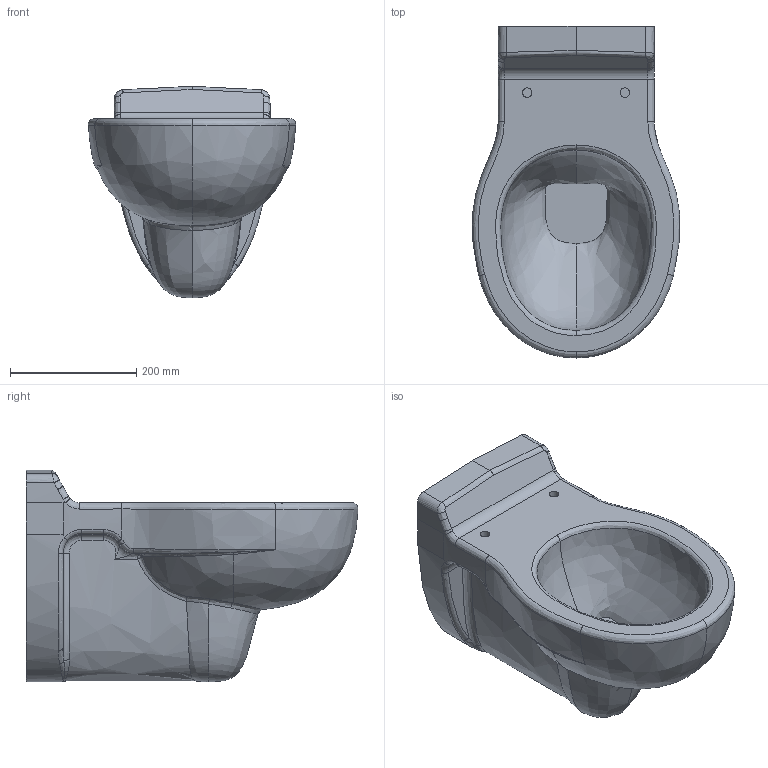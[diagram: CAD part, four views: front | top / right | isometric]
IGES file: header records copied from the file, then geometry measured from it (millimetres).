
Global section: file name: 201700000; native system: Autodesk Inventor 2018; preprocessor: unknown; author: JANAN; date: 20201214.073943; units: millimetre
Bounding box: 328.59 x 526.43 x 335.19 mm (x, y, z)
Volume: 18444554.9 mm3; surface area: 649458.1 mm2
Topology: 1 solids, 1 shells, 131 faces, 336 edges, 199 vertices
Faces by surface type: bspline 131
